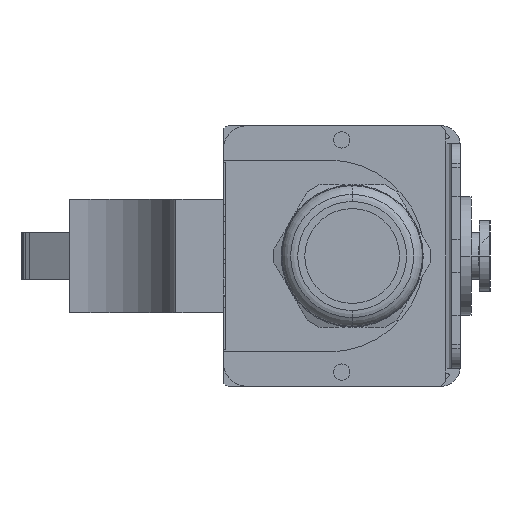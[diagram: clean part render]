
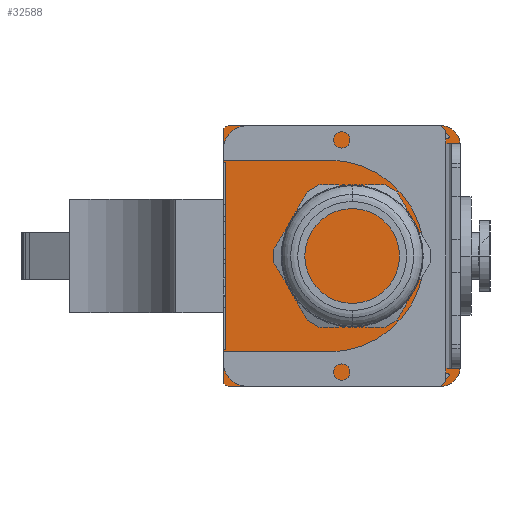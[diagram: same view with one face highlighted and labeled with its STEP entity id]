
A CAD part, left-side view. The second image highlights one B-rep face of the part: STEP entity #32588.
In plain terms, the highlighted planar face has unit normal (-1, 0, 0).
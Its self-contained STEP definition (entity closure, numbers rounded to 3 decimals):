
#1=DIRECTION('',(0.,-1.,0.));
#2=VECTOR('',#1,45.);
#3=CARTESIAN_POINT('',(0.,49.,27.5));
#4=LINE('',#3,#2);
#5=CARTESIAN_POINT('',(0.,4.,23.5));
#6=DIRECTION('',(1.,0.,0.));
#7=DIRECTION('',(0.,0.,1.));
#8=AXIS2_PLACEMENT_3D('',#5,#6,#7);
#10=DIRECTION('',(0.,0.,-1.));
#11=VECTOR('',#10,47.);
#12=CARTESIAN_POINT('',(0.,0.,23.5));
#13=LINE('',#12,#11);
#14=CARTESIAN_POINT('',(0.,4.,-23.5));
#15=DIRECTION('',(1.,0.,0.));
#16=DIRECTION('',(0.,-1.,0.));
#17=AXIS2_PLACEMENT_3D('',#14,#15,#16);
#19=DIRECTION('',(0.,1.,0.));
#20=VECTOR('',#19,45.);
#21=CARTESIAN_POINT('',(0.,4.,-27.5));
#22=LINE('',#21,#20);
#23=DIRECTION('',(0.,0.,1.));
#24=VECTOR('',#23,6.85);
#25=CARTESIAN_POINT('',(0.,50.,-26.5));
#26=LINE('',#25,#24);
#27=DIRECTION('',(0.,-1.,0.));
#28=VECTOR('',#27,0.5);
#29=CARTESIAN_POINT('',(0.,50.,-19.65));
#30=LINE('',#29,#28);
#31=DIRECTION('',(0.,0.,-1.));
#32=VECTOR('',#31,39.3);
#33=CARTESIAN_POINT('',(0.,49.5,19.65));
#34=LINE('',#33,#32);
#35=DIRECTION('',(0.,-1.,0.));
#36=VECTOR('',#35,0.5);
#37=CARTESIAN_POINT('',(0.,50.,19.65));
#38=LINE('',#37,#36);
#39=DIRECTION('',(0.,0.,1.));
#40=VECTOR('',#39,6.85);
#41=CARTESIAN_POINT('',(0.,50.,19.65));
#42=LINE('',#41,#40);
#56=CARTESIAN_POINT('',(0.,49.,26.5));
#57=DIRECTION('',(-1.,0.,0.));
#58=DIRECTION('',(0.,0.,1.));
#59=AXIS2_PLACEMENT_3D('',#56,#57,#58);
#24102=CARTESIAN_POINT('',(0.,49.,-26.5));
#24103=DIRECTION('',(-1.,0.,0.));
#24104=DIRECTION('',(0.,1.,0.));
#24105=AXIS2_PLACEMENT_3D('',#24102,#24103,#24104);
#24837=CARTESIAN_POINT('',(0.,4.,27.5));
#24838=CARTESIAN_POINT('',(0.,0.,23.5));
#24839=VERTEX_POINT('',#24837);
#24840=VERTEX_POINT('',#24838);
#24841=CARTESIAN_POINT('',(0.,0.,-23.5));
#24842=VERTEX_POINT('',#24841);
#24843=CARTESIAN_POINT('',(0.,4.,-27.5));
#24844=VERTEX_POINT('',#24843);
#24857=CARTESIAN_POINT('',(0.,49.5,19.65));
#24858=CARTESIAN_POINT('',(0.,49.5,-19.65));
#24859=VERTEX_POINT('',#24857);
#24860=VERTEX_POINT('',#24858);
#24861=CARTESIAN_POINT('',(0.,50.,19.65));
#24862=VERTEX_POINT('',#24861);
#24863=CARTESIAN_POINT('',(0.,50.,-19.65));
#24864=VERTEX_POINT('',#24863);
#25366=CARTESIAN_POINT('',(0.,50.,26.5));
#25368=VERTEX_POINT('',#25366);
#25371=CARTESIAN_POINT('',(0.,49.,27.5));
#25372=VERTEX_POINT('',#25371);
#25374=CARTESIAN_POINT('',(0.,49.,-27.5));
#25376=VERTEX_POINT('',#25374);
#25379=CARTESIAN_POINT('',(0.,50.,-26.5));
#25380=VERTEX_POINT('',#25379);
#32557=CARTESIAN_POINT('',(0.,0.,0.));
#32558=DIRECTION('',(1.,0.,0.));
#32559=DIRECTION('',(0.,0.,-1.));
#32560=AXIS2_PLACEMENT_3D('',#32557,#32558,#32559);
#32561=PLANE('',#32560);
#32563=ORIENTED_EDGE('',*,*,#32562,.F.);
#32565=ORIENTED_EDGE('',*,*,#32564,.T.);
#32567=ORIENTED_EDGE('',*,*,#32566,.T.);
#32569=ORIENTED_EDGE('',*,*,#32568,.T.);
#32571=ORIENTED_EDGE('',*,*,#32570,.T.);
#32573=ORIENTED_EDGE('',*,*,#32572,.T.);
#32575=ORIENTED_EDGE('',*,*,#32574,.F.);
#32577=ORIENTED_EDGE('',*,*,#32576,.T.);
#32579=ORIENTED_EDGE('',*,*,#32578,.T.);
#32581=ORIENTED_EDGE('',*,*,#32580,.F.);
#32583=ORIENTED_EDGE('',*,*,#32582,.F.);
#32585=ORIENTED_EDGE('',*,*,#32584,.T.);
#32586=EDGE_LOOP('',(#32563,#32565,#32567,#32569,#32571,#32573,#32575,#32577,
#32579,#32581,#32583,#32585));
#32587=FACE_OUTER_BOUND('',#32586,.F.);
#32588=ADVANCED_FACE('',(#32587),#32561,.F.);
#9=CIRCLE('',#8,4.);
#18=CIRCLE('',#17,4.);
#60=CIRCLE('',#59,1.);
#24106=CIRCLE('',#24105,1.);
#32562=EDGE_CURVE('',#25372,#25368,#60,.T.);
#32564=EDGE_CURVE('',#25372,#24839,#4,.T.);
#32566=EDGE_CURVE('',#24839,#24840,#9,.T.);
#32568=EDGE_CURVE('',#24840,#24842,#13,.T.);
#32570=EDGE_CURVE('',#24842,#24844,#18,.T.);
#32572=EDGE_CURVE('',#24844,#25376,#22,.T.);
#32574=EDGE_CURVE('',#25380,#25376,#24106,.T.);
#32576=EDGE_CURVE('',#25380,#24864,#26,.T.);
#32578=EDGE_CURVE('',#24864,#24860,#30,.T.);
#32580=EDGE_CURVE('',#24859,#24860,#34,.T.);
#32582=EDGE_CURVE('',#24862,#24859,#38,.T.);
#32584=EDGE_CURVE('',#24862,#25368,#42,.T.);
